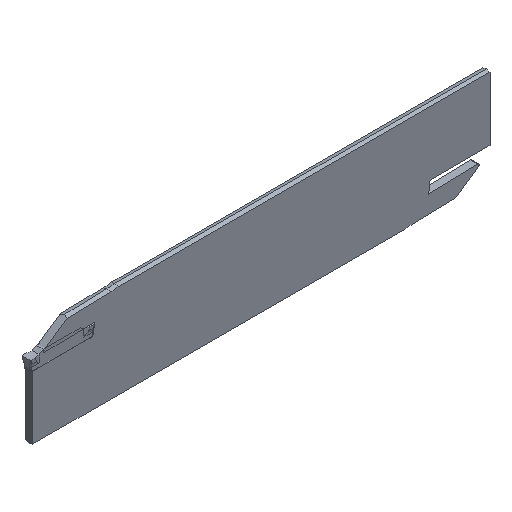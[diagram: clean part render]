
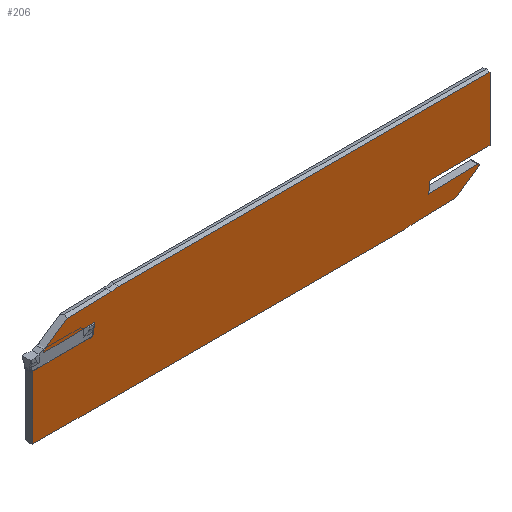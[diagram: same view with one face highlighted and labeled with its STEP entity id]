
A CAD part, isometric view. The second image highlights one B-rep face of the part: STEP entity #206.
In plain terms, the highlighted planar face has unit normal (0, -1, 0).
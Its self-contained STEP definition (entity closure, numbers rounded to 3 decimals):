
#206=ADVANCED_FACE('',(#326),#252,.T.);
#252=PLANE('',#1617);
#326=FACE_OUTER_BOUND('',#406,.T.);
#406=EDGE_LOOP('',(#785,#786,#787,#788,#789,#790,#791,#792,#793,#794,#795,
#796,#797,#798,#799,#800,#801,#802));
#460=CIRCLE('',#1613,25.321);
#461=CIRCLE('',#1614,0.4);
#462=CIRCLE('',#1615,25.321);
#463=CIRCLE('',#1616,0.4);
#785=ORIENTED_EDGE('',*,*,#1198,.T.);
#786=ORIENTED_EDGE('',*,*,#1199,.T.);
#787=ORIENTED_EDGE('',*,*,#1200,.T.);
#788=ORIENTED_EDGE('',*,*,#1201,.T.);
#789=ORIENTED_EDGE('',*,*,#1202,.F.);
#790=ORIENTED_EDGE('',*,*,#1194,.T.);
#791=ORIENTED_EDGE('',*,*,#1203,.T.);
#792=ORIENTED_EDGE('',*,*,#1204,.T.);
#793=ORIENTED_EDGE('',*,*,#1205,.T.);
#794=ORIENTED_EDGE('',*,*,#1206,.T.);
#795=ORIENTED_EDGE('',*,*,#1207,.T.);
#796=ORIENTED_EDGE('',*,*,#1188,.F.);
#797=ORIENTED_EDGE('',*,*,#1208,.F.);
#798=ORIENTED_EDGE('',*,*,#1209,.F.);
#799=ORIENTED_EDGE('',*,*,#1210,.T.);
#800=ORIENTED_EDGE('',*,*,#1211,.T.);
#801=ORIENTED_EDGE('',*,*,#1212,.T.);
#802=ORIENTED_EDGE('',*,*,#1213,.T.);
#1000=VERTEX_POINT('',#2530);
#1001=VERTEX_POINT('',#2531);
#1005=VERTEX_POINT('',#2541);
#1006=VERTEX_POINT('',#2543);
#1007=VERTEX_POINT('',#2550);
#1008=VERTEX_POINT('',#2551);
#1009=VERTEX_POINT('',#2553);
#1010=VERTEX_POINT('',#2555);
#1011=VERTEX_POINT('',#2557);
#1012=VERTEX_POINT('',#2560);
#1013=VERTEX_POINT('',#2562);
#1014=VERTEX_POINT('',#2564);
#1015=VERTEX_POINT('',#2566);
#1016=VERTEX_POINT('',#2569);
#1017=VERTEX_POINT('',#2571);
#1018=VERTEX_POINT('',#2573);
#1019=VERTEX_POINT('',#2575);
#1020=VERTEX_POINT('',#2577);
#1188=EDGE_CURVE('',#1000,#1001,#1320,.T.);
#1194=EDGE_CURVE('',#1006,#1005,#1326,.T.);
#1198=EDGE_CURVE('',#1007,#1008,#1330,.T.);
#1199=EDGE_CURVE('',#1008,#1009,#1331,.T.);
#1200=EDGE_CURVE('',#1009,#1010,#1332,.T.);
#1201=EDGE_CURVE('',#1010,#1011,#1333,.T.);
#1202=EDGE_CURVE('',#1006,#1011,#460,.T.);
#1203=EDGE_CURVE('',#1005,#1012,#1334,.T.);
#1204=EDGE_CURVE('',#1012,#1013,#461,.T.);
#1205=EDGE_CURVE('',#1013,#1014,#1335,.T.);
#1206=EDGE_CURVE('',#1014,#1015,#1336,.T.);
#1207=EDGE_CURVE('',#1015,#1001,#1337,.T.);
#1208=EDGE_CURVE('',#1016,#1000,#1338,.T.);
#1209=EDGE_CURVE('',#1017,#1016,#462,.T.);
#1210=EDGE_CURVE('',#1017,#1018,#1339,.T.);
#1211=EDGE_CURVE('',#1018,#1019,#1340,.T.);
#1212=EDGE_CURVE('',#1019,#1020,#463,.T.);
#1213=EDGE_CURVE('',#1020,#1007,#1341,.T.);
#1320=LINE('',#2529,#1446);
#1326=LINE('',#2542,#1452);
#1330=LINE('',#2549,#1456);
#1331=LINE('',#2552,#1457);
#1332=LINE('',#2554,#1458);
#1333=LINE('',#2556,#1459);
#1334=LINE('',#2559,#1460);
#1335=LINE('',#2563,#1461);
#1336=LINE('',#2565,#1462);
#1337=LINE('',#2567,#1463);
#1338=LINE('',#2568,#1464);
#1339=LINE('',#2572,#1465);
#1340=LINE('',#2574,#1466);
#1341=LINE('',#2578,#1467);
#1446=VECTOR('',#1959,1.);
#1452=VECTOR('',#1967,1.);
#1456=VECTOR('',#1975,1.);
#1457=VECTOR('',#1976,1.);
#1458=VECTOR('',#1977,1.);
#1459=VECTOR('',#1978,1.);
#1460=VECTOR('',#1981,1.);
#1461=VECTOR('',#1984,1.);
#1462=VECTOR('',#1985,1.);
#1463=VECTOR('',#1986,1.);
#1464=VECTOR('',#1987,1.);
#1465=VECTOR('',#1990,1.);
#1466=VECTOR('',#1991,1.);
#1467=VECTOR('',#1994,1.);
#1613=AXIS2_PLACEMENT_3D('',#2558,#1979,#1980);
#1614=AXIS2_PLACEMENT_3D('',#2561,#1982,#1983);
#1615=AXIS2_PLACEMENT_3D('',#2570,#1988,#1989);
#1616=AXIS2_PLACEMENT_3D('',#2576,#1992,#1993);
#1617=AXIS2_PLACEMENT_3D('',#2579,#1995,#1996);
#1959=DIRECTION('',(0.,0.,1.));
#1967=DIRECTION('',(-1.,0.,-0.026));
#1975=DIRECTION('',(0.122,0.,0.993));
#1976=DIRECTION('',(1.,0.,0.));
#1977=DIRECTION('',(0.,0.,1.));
#1978=DIRECTION('',(-1.,0.,0.));
#1979=DIRECTION('',(0.,-1.,0.));
#1980=DIRECTION('',(0.,0.,-1.));
#1981=DIRECTION('',(-0.819,0.,-0.574));
#1982=DIRECTION('',(0.,-1.,0.));
#1983=DIRECTION('',(0.,0.,-1.));
#1984=DIRECTION('',(1.,0.,0.026));
#1985=DIRECTION('',(-0.122,0.,-0.993));
#1986=DIRECTION('',(-1.,0.,0.));
#1987=DIRECTION('',(-1.,0.,0.));
#1988=DIRECTION('',(0.,-1.,0.));
#1989=DIRECTION('',(0.,0.,1.));
#1990=DIRECTION('',(1.,0.,0.026));
#1991=DIRECTION('',(0.819,0.,0.574));
#1992=DIRECTION('',(0.,-1.,0.));
#1993=DIRECTION('',(0.,0.,1.));
#1994=DIRECTION('',(-1.,0.,-0.026));
#1995=DIRECTION('',(0.,-1.,0.));
#1996=DIRECTION('',(0.,0.,-1.));
#2529=CARTESIAN_POINT('',(0.,0.,-24.357));
#2530=CARTESIAN_POINT('',(0.,0.,-24.357));
#2531=CARTESIAN_POINT('',(0.,0.,-3.53));
#2541=CARTESIAN_POINT('',(11.204,0.,5.784));
#2542=CARTESIAN_POINT('',(25.432,0.,6.157));
#2543=CARTESIAN_POINT('',(25.432,0.,6.157));
#2549=CARTESIAN_POINT('',(130.086,0.,-16.485));
#2550=CARTESIAN_POINT('',(129.872,0.,-18.228));
#2551=CARTESIAN_POINT('',(130.333,0.,-14.47));
#2552=CARTESIAN_POINT('',(134.02,0.,-14.47));
#2553=CARTESIAN_POINT('',(150.,0.,-14.47));
#2554=CARTESIAN_POINT('',(150.,0.,-24.357));
#2555=CARTESIAN_POINT('',(150.,0.,6.357));
#2556=CARTESIAN_POINT('',(150.,0.,6.357));
#2557=CARTESIAN_POINT('',(28.02,0.,6.357));
#2558=CARTESIAN_POINT('',(24.777,0.,31.47));
#2559=CARTESIAN_POINT('',(12.481,0.,6.678));
#2560=CARTESIAN_POINT('',(3.702,0.,0.531));
#2561=CARTESIAN_POINT('',(3.931,0.,0.204));
#2562=CARTESIAN_POINT('',(3.942,0.,-0.196));
#2563=CARTESIAN_POINT('',(3.942,0.,-0.196));
#2564=CARTESIAN_POINT('',(20.128,0.,0.228));
#2565=CARTESIAN_POINT('',(19.914,0.,-1.515));
#2566=CARTESIAN_POINT('',(19.667,0.,-3.53));
#2567=CARTESIAN_POINT('',(15.98,0.,-3.53));
#2568=CARTESIAN_POINT('',(150.,0.,-24.357));
#2569=CARTESIAN_POINT('',(121.98,0.,-24.357));
#2570=CARTESIAN_POINT('',(125.223,0.,-49.47));
#2571=CARTESIAN_POINT('',(124.568,0.,-24.157));
#2572=CARTESIAN_POINT('',(124.568,0.,-24.157));
#2573=CARTESIAN_POINT('',(138.796,0.,-23.784));
#2574=CARTESIAN_POINT('',(137.519,0.,-24.678));
#2575=CARTESIAN_POINT('',(146.298,0.,-18.531));
#2576=CARTESIAN_POINT('',(146.069,0.,-18.204));
#2577=CARTESIAN_POINT('',(146.058,0.,-17.804));
#2578=CARTESIAN_POINT('',(146.058,0.,-17.804));
#2579=CARTESIAN_POINT('',(150.,0.,-24.357));
